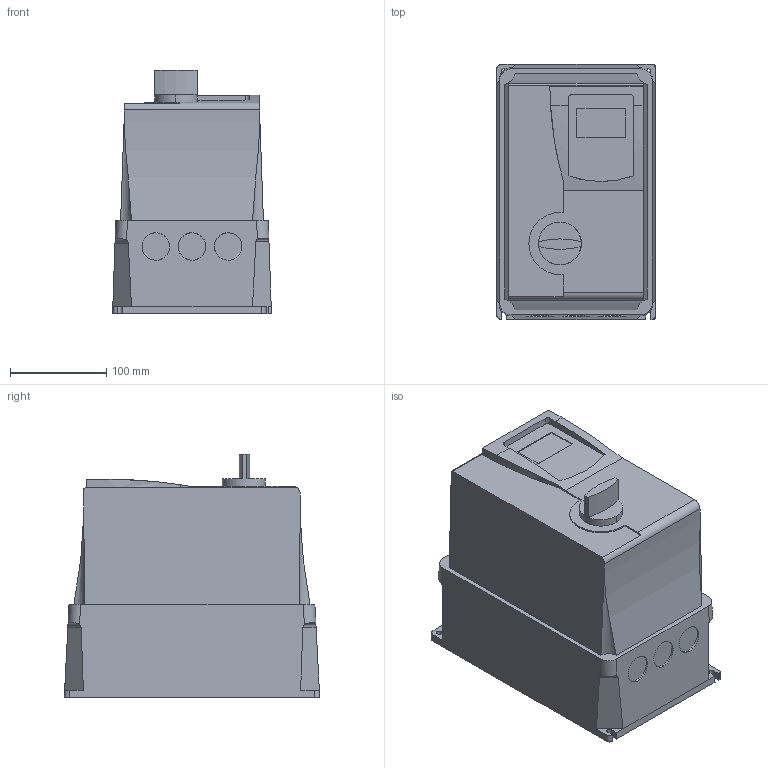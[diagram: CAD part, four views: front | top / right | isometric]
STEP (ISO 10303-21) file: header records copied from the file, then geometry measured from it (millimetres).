
FILE_DESCRIPTION (( 'STEP AP214' ), '1' );
FILE_NAME ('CFW500 MEC-A IP66 - COM SECCIONADORA Coord.STEP', '2021-05-18T17:31:00', ( '' ), ( '' ), 'SwSTEP 2.0', 'SolidWorks 2017', '' );
FILE_SCHEMA (( 'AUTOMOTIVE_DESIGN' ));
Length unit declared in the file: inch
Products named in the file (1): CFW500 MEC-A IP66 - COM SECCIONADORA Coord
Bounding box: 165 x 265 x 253 mm (x, y, z)
Volume: 8116981.2 mm3; surface area: 257396.6 mm2
Topology: 1 solids, 1 shells, 93 faces, 251 edges, 166 vertices
Faces by surface type: plane 47, cylinder 45, bspline 1
Entity records: 3160 total; most frequent: CARTESIAN_POINT 890, ORIENTED_EDGE 502, DIRECTION 424, EDGE_CURVE 251, VERTEX_POINT 166, AXIS2_PLACEMENT_3D 142, LINE 140, VECTOR 140
